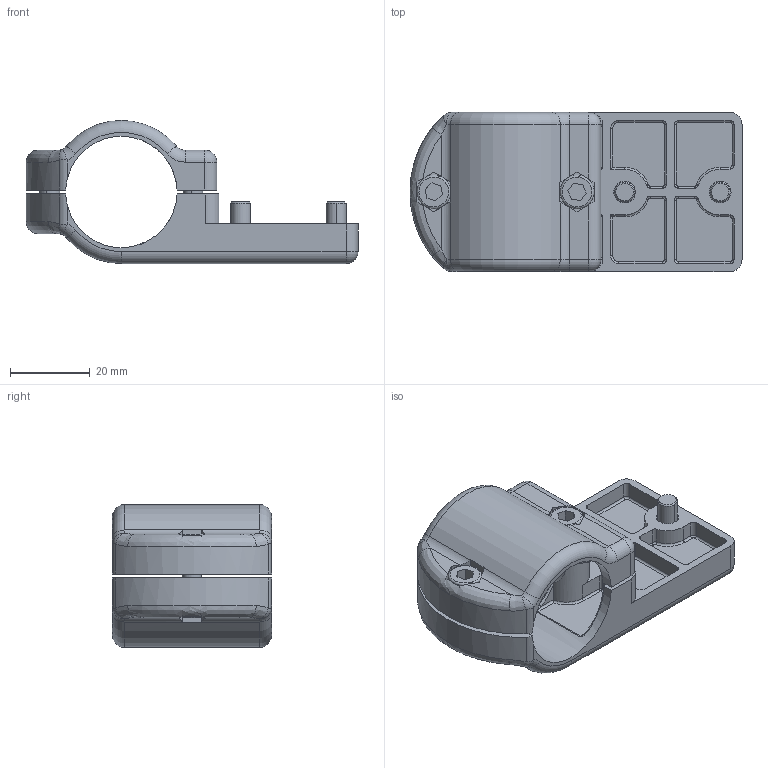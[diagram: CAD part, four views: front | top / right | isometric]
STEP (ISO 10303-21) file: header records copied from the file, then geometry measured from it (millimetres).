
FILE_DESCRIPTION (( 'STEP AP214' ), '1' );
FILE_NAME ('099rv28h.STEP', '2013-10-18T10:29:22', ( '' ), ( '' ), 'SwSTEP 2.0', 'SolidWorks 2012', '' );
FILE_SCHEMA (( 'AUTOMOTIVE_DESIGN' ));
Length unit declared in the file: millimetre
Products named in the file (6): 4 DIN 912 m5016m_4 din 912 m05 10; 4 DIN 912 m5016m_5x16; 4din10511m05m_4iso10511m05; 099rv28hr01; 099rv28hr02; 099rv28h
Assembly tree (8 placements, depth 2):
  099rv28h
    099rv28hr02
    099rv28hr01
    4din10511m05m_4iso10511m05  x2
    4 DIN 912 m5016m_5x16  x2
    4 DIN 912 m5016m_4 din 912 m05 10  x2
Bounding box: 83.49 x 40 x 36 mm (x, y, z)
Volume: 32897.3 mm3; surface area: 20268.3 mm2
Topology: 8 solids, 8 shells, 496 faces, 1160 edges, 686 vertices
Faces by surface type: plane 166, cylinder 158, cone 88, torus 58, bspline 14, sphere 12
Entity records: 12090 total; most frequent: CARTESIAN_POINT 2808, DIRECTION 1966, ORIENTED_EDGE 1848, EDGE_CURVE 924, AXIS2_PLACEMENT_3D 752, VERTEX_POINT 558, LINE 462, VECTOR 462
